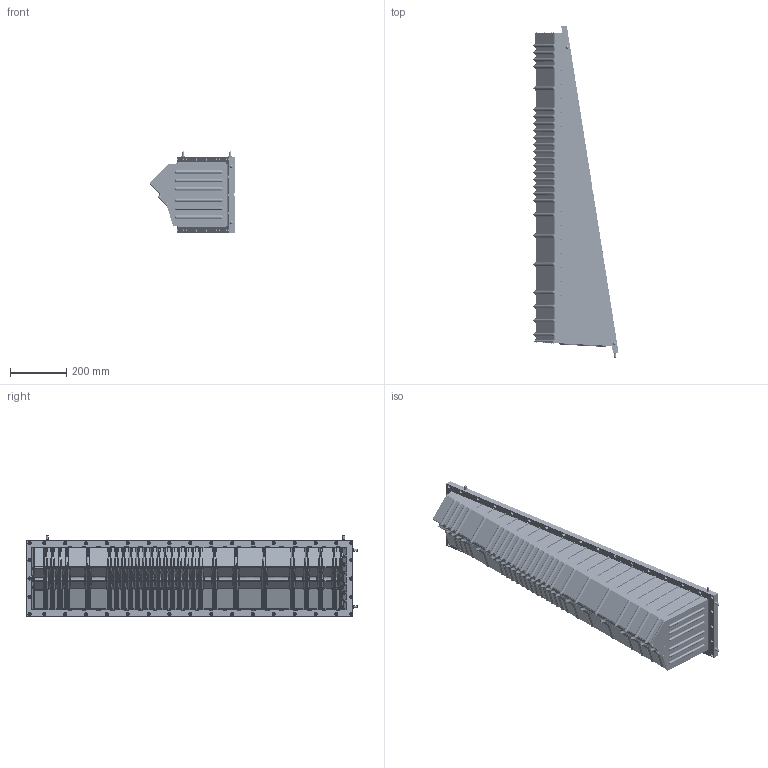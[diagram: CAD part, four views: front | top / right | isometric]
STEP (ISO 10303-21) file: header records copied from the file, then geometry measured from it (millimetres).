
FILE_DESCRIPTION(('CATIA V5 STEP Exchange','CAx-IF Rec.Pracs.--- Model Styling and Organization---1.2---2011-12-15'),'2;1');
FILE_NAME('assy H richt C side box foil large angle_AllCATPart.stp','2016-10-28T05:35:18+00:00',('none'),('none'),'CATIA Version 5-6 Release 2015 SP3','CATIA V5 STEP AP214','none');
FILE_SCHEMA(('AUTOMOTIVE_DESIGN { 1 0 10303 214 1 1 1 1 }'));
Products named in the file (1): assy H richt C side box foil large angle_AllCATPart
Bounding box: 301.95 x 1178 x 288 mm (x, y, z)
Volume: 1551443.8 mm3; surface area: 1581248.2 mm2
Topology: 1 solids, 1 shells, 7037 faces, 16422 edges, 8788 vertices
Faces by surface type: cylinder 2833, bspline 1484, plane 1387, sphere 742, torus 272, extrusion 185, cone 134
Entity records: 272010 total; most frequent: CARTESIAN_POINT 136060, ORIENTED_EDGE 31552, DIRECTION 20408, EDGE_CURVE 15776, AXIS2_PLACEMENT_3D 9357, VERTEX_POINT 8787, EDGE_LOOP 7161, ADVANCED_FACE 7036
